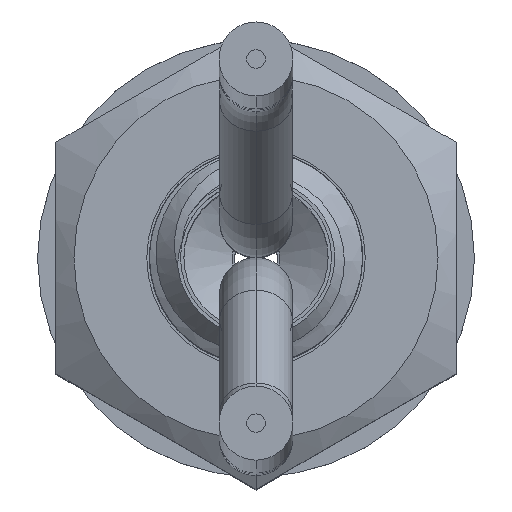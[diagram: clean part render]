
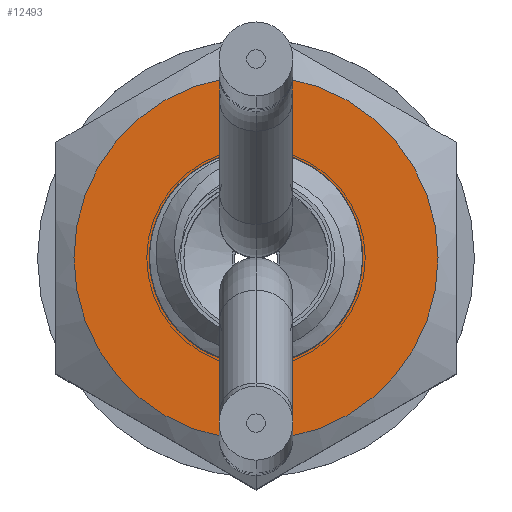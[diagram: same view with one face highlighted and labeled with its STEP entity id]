
A CAD part, top view. The second image highlights one B-rep face of the part: STEP entity #12493.
In plain terms, the highlighted planar face has unit normal (0, 0, 1).
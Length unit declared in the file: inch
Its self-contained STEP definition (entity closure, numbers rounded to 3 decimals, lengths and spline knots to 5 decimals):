
#12230=CARTESIAN_POINT('',(0.,0.,2.4));
#12231=DIRECTION('',(0.,0.,1.));
#12232=DIRECTION('',(-1.,0.,0.));
#12233=AXIS2_PLACEMENT_3D('',#12230,#12231,#12232);
#12235=CARTESIAN_POINT('',(0.,0.,2.4));
#12236=DIRECTION('',(0.,0.,1.));
#12237=DIRECTION('',(1.,0.,0.));
#12238=AXIS2_PLACEMENT_3D('',#12235,#12236,#12237);
#12240=CARTESIAN_POINT('',(0.,0.,2.4));
#12241=DIRECTION('',(0.,0.,1.));
#12242=DIRECTION('',(0.,1.,0.));
#12243=AXIS2_PLACEMENT_3D('',#12240,#12241,#12242);
#12245=CARTESIAN_POINT('',(0.,0.,2.4));
#12246=DIRECTION('',(0.,0.,1.));
#12247=DIRECTION('',(0.,-1.,0.));
#12248=AXIS2_PLACEMENT_3D('',#12245,#12246,#12247);
#12251=CARTESIAN_POINT('',(-1.25,0.,2.4));
#12253=VERTEX_POINT('',#12251);
#12255=CARTESIAN_POINT('',(1.25,0.,2.4));
#12257=VERTEX_POINT('',#12255);
#12258=CARTESIAN_POINT('',(0.,2.5,2.4));
#12260=VERTEX_POINT('',#12258);
#12266=CARTESIAN_POINT('',(0.,-2.5,2.4));
#12268=VERTEX_POINT('',#12266);
#12480=CARTESIAN_POINT('',(0.,0.,2.4));
#12481=DIRECTION('',(0.,0.,1.));
#12482=DIRECTION('',(1.,0.,0.));
#12483=AXIS2_PLACEMENT_3D('',#12480,#12481,#12482);
#12484=PLANE('',#12483);
#12485=ORIENTED_EDGE('',*,*,#12305,.F.);
#12486=ORIENTED_EDGE('',*,*,#12330,.F.);
#12487=EDGE_LOOP('',(#12485,#12486));
#12488=FACE_OUTER_BOUND('',#12487,.F.);
#12489=ORIENTED_EDGE('',*,*,#12462,.T.);
#12490=ORIENTED_EDGE('',*,*,#12473,.T.);
#12491=EDGE_LOOP('',(#12489,#12490));
#12492=FACE_BOUND('',#12491,.F.);
#12493=ADVANCED_FACE('',(#12488,#12492),#12484,.T.);
#12234=CIRCLE('',#12233,1.25);
#12239=CIRCLE('',#12238,1.25);
#12244=CIRCLE('',#12243,2.5);
#12249=CIRCLE('',#12248,2.5);
#12305=EDGE_CURVE('',#12260,#12268,#12244,.T.);
#12330=EDGE_CURVE('',#12268,#12260,#12249,.T.);
#12462=EDGE_CURVE('',#12253,#12257,#12234,.T.);
#12473=EDGE_CURVE('',#12257,#12253,#12239,.T.);
